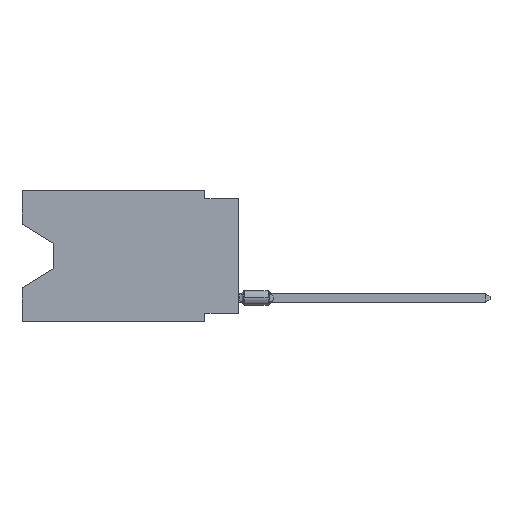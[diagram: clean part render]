
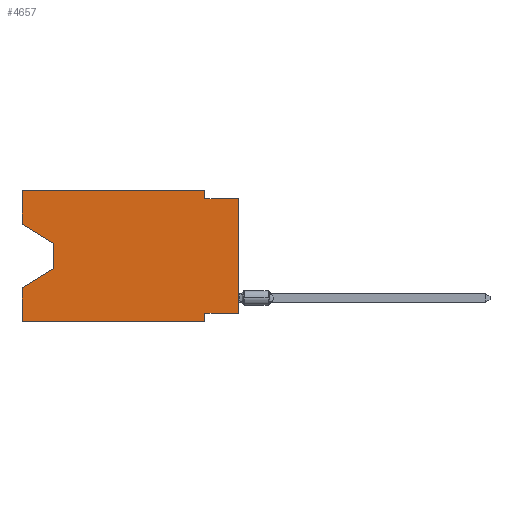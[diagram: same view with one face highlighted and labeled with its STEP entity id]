
A CAD part, left-side view. The second image highlights one B-rep face of the part: STEP entity #4657.
In plain terms, the highlighted planar face has unit normal (-1, 0, 0).
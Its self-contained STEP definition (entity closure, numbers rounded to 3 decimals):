
#13 = CARTESIAN_POINT ( 'NONE',  ( 0., 13.97, -5.893 ) ) ;
#19 = CARTESIAN_POINT ( 'NONE',  ( 0., 16.383, 0. ) ) ;
#240 = VECTOR ( 'NONE', #14233, 1000. ) ;
#395 = LINE ( 'NONE', #15971, #8079 ) ;
#725 = AXIS2_PLACEMENT_3D ( 'NONE', #6375, #11594, #11761 ) ;
#912 = ORIENTED_EDGE ( 'NONE', *, *, #14633, .T. ) ;
#997 = EDGE_CURVE ( 'NONE', #13717, #15875, #14404, .T. ) ;
#1235 = EDGE_CURVE ( 'NONE', #16314, #15276, #15299, .T. ) ;
#1405 = DIRECTION ( 'NONE',  ( 0., 0., -1. ) ) ;
#1734 = VECTOR ( 'NONE', #7537, 1000. ) ;
#2195 = VECTOR ( 'NONE', #15281, 1000. ) ;
#2204 = DIRECTION ( 'NONE',  ( 0., 0., 1. ) ) ;
#2640 = VERTEX_POINT ( 'NONE', #6329 ) ;
#2851 = LINE ( 'NONE', #6716, #16124 ) ;
#3017 = LINE ( 'NONE', #14501, #3803 ) ;
#3396 = ORIENTED_EDGE ( 'NONE', *, *, #14274, .F. ) ;
#3803 = VECTOR ( 'NONE', #1405, 1000. ) ;
#4385 = VECTOR ( 'NONE', #15066, 1000. ) ;
#4657 = ADVANCED_FACE ( 'NONE', ( #15455 ), #12862, .F. ) ;
#4995 = LINE ( 'NONE', #7604, #2195 ) ;
#5093 = CARTESIAN_POINT ( 'NONE',  ( 0., 2.54, 0. ) ) ;
#5121 = VERTEX_POINT ( 'NONE', #5386 ) ;
#5242 = CARTESIAN_POINT ( 'NONE',  ( 0., 2.54, -0.635 ) ) ;
#5386 = CARTESIAN_POINT ( 'NONE',  ( 0., 13.97, -4.013 ) ) ;
#5697 = LINE ( 'NONE', #11086, #6161 ) ;
#6014 = LINE ( 'NONE', #11235, #14597 ) ;
#6161 = VECTOR ( 'NONE', #16316, 1000. ) ;
#6329 = CARTESIAN_POINT ( 'NONE',  ( 0., 2.54, -9.906 ) ) ;
#6358 = ORIENTED_EDGE ( 'NONE', *, *, #7796, .F. ) ;
#6375 = CARTESIAN_POINT ( 'NONE',  ( 0., 16.383, 0. ) ) ;
#6407 = EDGE_LOOP ( 'NONE', ( #912, #14675, #11220, #12381, #16526, #13620, #3396, #14290, #11681, #15833, #7928, #6358 ) ) ;
#6527 = DIRECTION ( 'NONE',  ( 0., 0.855, -0.519 ) ) ;
#6716 = CARTESIAN_POINT ( 'NONE',  ( 0., 0., -9.271 ) ) ;
#6808 = CARTESIAN_POINT ( 'NONE',  ( 0., 0., -9.271 ) ) ;
#7202 = LINE ( 'NONE', #16603, #4385 ) ;
#7537 = DIRECTION ( 'NONE',  ( 0., 0., -1. ) ) ;
#7604 = CARTESIAN_POINT ( 'NONE',  ( 0., 0., -0.635 ) ) ;
#7796 = EDGE_CURVE ( 'NONE', #13593, #12936, #10166, .T. ) ;
#7829 = LINE ( 'NONE', #19, #240 ) ;
#7928 = ORIENTED_EDGE ( 'NONE', *, *, #10965, .F. ) ;
#8079 = VECTOR ( 'NONE', #11949, 1000. ) ;
#8220 = CARTESIAN_POINT ( 'NONE',  ( 0., 0., -0.635 ) ) ;
#9166 = EDGE_CURVE ( 'NONE', #5121, #13717, #5697, .T. ) ;
#9877 = DIRECTION ( 'NONE',  ( 0., -1., 0. ) ) ;
#9919 = CARTESIAN_POINT ( 'NONE',  ( 0., 16.383, -7.36 ) ) ;
#9921 = DIRECTION ( 'NONE',  ( 0., 0., 1. ) ) ;
#9984 = VERTEX_POINT ( 'NONE', #15942 ) ;
#10166 = LINE ( 'NONE', #11616, #13236 ) ;
#10168 = CARTESIAN_POINT ( 'NONE',  ( 0., 2.54, 0. ) ) ;
#10449 = EDGE_CURVE ( 'NONE', #15276, #16101, #4995, .T. ) ;
#10577 = VERTEX_POINT ( 'NONE', #6808 ) ;
#10802 = CARTESIAN_POINT ( 'NONE',  ( 0., 16.383, -2.546 ) ) ;
#10965 = EDGE_CURVE ( 'NONE', #12936, #16314, #7829, .T. ) ;
#11086 = CARTESIAN_POINT ( 'NONE',  ( 0., 13.97, -4.013 ) ) ;
#11191 = LINE ( 'NONE', #16423, #11766 ) ;
#11220 = ORIENTED_EDGE ( 'NONE', *, *, #997, .T. ) ;
#11235 = CARTESIAN_POINT ( 'NONE',  ( 0., 16.383, -9.906 ) ) ;
#11594 = DIRECTION ( 'NONE',  ( 1., 0., 0. ) ) ;
#11616 = CARTESIAN_POINT ( 'NONE',  ( 0., 16.383, 0. ) ) ;
#11681 = ORIENTED_EDGE ( 'NONE', *, *, #10449, .F. ) ;
#11761 = DIRECTION ( 'NONE',  ( 0., 0., -1. ) ) ;
#11766 = VECTOR ( 'NONE', #9921, 1000. ) ;
#11949 = DIRECTION ( 'NONE',  ( 0., 0., 1. ) ) ;
#12381 = ORIENTED_EDGE ( 'NONE', *, *, #14736, .F. ) ;
#12805 = EDGE_CURVE ( 'NONE', #9984, #2640, #6014, .T. ) ;
#12862 = PLANE ( 'NONE',  #725 ) ;
#12936 = VERTEX_POINT ( 'NONE', #15605 ) ;
#13058 = CARTESIAN_POINT ( 'NONE',  ( 0., 13.97, -5.893 ) ) ;
#13236 = VECTOR ( 'NONE', #2204, 1000. ) ;
#13593 = VERTEX_POINT ( 'NONE', #10802 ) ;
#13620 = ORIENTED_EDGE ( 'NONE', *, *, #14281, .F. ) ;
#13717 = VERTEX_POINT ( 'NONE', #13058 ) ;
#14233 = DIRECTION ( 'NONE',  ( 0., -1., 0. ) ) ;
#14274 = EDGE_CURVE ( 'NONE', #10577, #16294, #2851, .T. ) ;
#14281 = EDGE_CURVE ( 'NONE', #16294, #2640, #3017, .T. ) ;
#14290 = ORIENTED_EDGE ( 'NONE', *, *, #16415, .T. ) ;
#14301 = VECTOR ( 'NONE', #6527, 1000. ) ;
#14404 = LINE ( 'NONE', #13, #14301 ) ;
#14501 = CARTESIAN_POINT ( 'NONE',  ( 0., 2.54, -9.906 ) ) ;
#14597 = VECTOR ( 'NONE', #9877, 1000. ) ;
#14633 = EDGE_CURVE ( 'NONE', #13593, #5121, #7202, .T. ) ;
#14675 = ORIENTED_EDGE ( 'NONE', *, *, #9166, .T. ) ;
#14736 = EDGE_CURVE ( 'NONE', #9984, #15875, #11191, .T. ) ;
#14760 = DIRECTION ( 'NONE',  ( 0., 1., 0. ) ) ;
#15066 = DIRECTION ( 'NONE',  ( 0., -0.855, -0.519 ) ) ;
#15276 = VERTEX_POINT ( 'NONE', #5242 ) ;
#15281 = DIRECTION ( 'NONE',  ( 0., -1., 0. ) ) ;
#15299 = LINE ( 'NONE', #10168, #1734 ) ;
#15455 = FACE_OUTER_BOUND ( 'NONE', #6407, .T. ) ;
#15546 = CARTESIAN_POINT ( 'NONE',  ( 0., 2.54, -9.271 ) ) ;
#15605 = CARTESIAN_POINT ( 'NONE',  ( 0., 16.383, 0. ) ) ;
#15833 = ORIENTED_EDGE ( 'NONE', *, *, #1235, .F. ) ;
#15875 = VERTEX_POINT ( 'NONE', #9919 ) ;
#15942 = CARTESIAN_POINT ( 'NONE',  ( 0., 16.383, -9.906 ) ) ;
#15971 = CARTESIAN_POINT ( 'NONE',  ( 0., 0., 0. ) ) ;
#16101 = VERTEX_POINT ( 'NONE', #8220 ) ;
#16124 = VECTOR ( 'NONE', #14760, 1000. ) ;
#16294 = VERTEX_POINT ( 'NONE', #15546 ) ;
#16314 = VERTEX_POINT ( 'NONE', #5093 ) ;
#16316 = DIRECTION ( 'NONE',  ( 0., 0., -1. ) ) ;
#16415 = EDGE_CURVE ( 'NONE', #10577, #16101, #395, .T. ) ;
#16423 = CARTESIAN_POINT ( 'NONE',  ( 0., 16.383, 0. ) ) ;
#16526 = ORIENTED_EDGE ( 'NONE', *, *, #12805, .T. ) ;
#16603 = CARTESIAN_POINT ( 'NONE',  ( 0., 16.383, -2.546 ) ) ;
